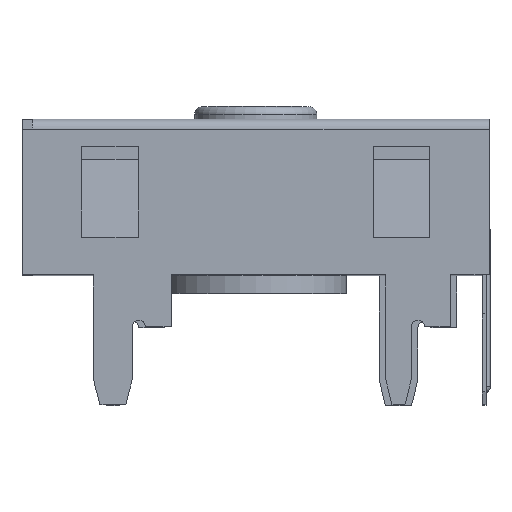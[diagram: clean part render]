
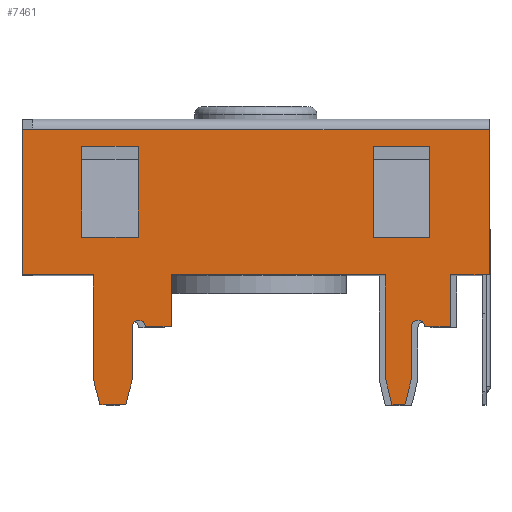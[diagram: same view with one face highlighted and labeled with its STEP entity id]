
A CAD part, top view. The second image highlights one B-rep face of the part: STEP entity #7461.
In plain terms, the highlighted planar face has unit normal (0, 0, 1).
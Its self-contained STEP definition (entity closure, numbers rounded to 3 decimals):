
#107=FACE_BOUND('',#891,.T.);
#108=FACE_BOUND('',#892,.T.);
#148=CIRCLE('',#7990,0.25);
#150=CIRCLE('',#7993,0.25);
#479=FACE_OUTER_BOUND('',#890,.T.);
#890=EDGE_LOOP('',(#6195,#6196,#6197,#6198,#6199,#6200,#6201,#6202,#6203,
#6204,#6205,#6206,#6207,#6208,#6209,#6210,#6211,#6212,#6213,#6214,#6215,
#6216,#6217));
#891=EDGE_LOOP('',(#6218,#6219,#6220,#6221));
#892=EDGE_LOOP('',(#6222,#6223,#6224,#6225));
#1766=LINE('',#11654,#2745);
#1767=LINE('',#11657,#2746);
#1768=LINE('',#11659,#2747);
#1769=LINE('',#11661,#2748);
#1770=LINE('',#11663,#2749);
#1771=LINE('',#11665,#2750);
#1772=LINE('',#11667,#2751);
#1773=LINE('',#11668,#2752);
#1774=LINE('',#11670,#2753);
#1775=LINE('',#11672,#2754);
#1776=LINE('',#11674,#2755);
#1777=LINE('',#11676,#2756);
#1778=LINE('',#11678,#2757);
#1779=LINE('',#11680,#2758);
#1780=LINE('',#11682,#2759);
#1781=LINE('',#11684,#2760);
#1782=LINE('',#11686,#2761);
#1783=LINE('',#11688,#2762);
#1784=LINE('',#11690,#2763);
#1785=LINE('',#11692,#2764);
#1786=LINE('',#11693,#2765);
#1787=LINE('',#11696,#2766);
#1788=LINE('',#11698,#2767);
#1789=LINE('',#11700,#2768);
#1790=LINE('',#11701,#2769);
#1791=LINE('',#11704,#2770);
#1792=LINE('',#11706,#2771);
#1793=LINE('',#11708,#2772);
#1794=LINE('',#11709,#2773);
#2745=VECTOR('',#9490,10.);
#2746=VECTOR('',#9493,10.);
#2747=VECTOR('',#9494,10.);
#2748=VECTOR('',#9495,10.);
#2749=VECTOR('',#9496,10.);
#2750=VECTOR('',#9497,10.);
#2751=VECTOR('',#9498,10.);
#2752=VECTOR('',#9499,10.);
#2753=VECTOR('',#9500,10.);
#2754=VECTOR('',#9501,10.);
#2755=VECTOR('',#9502,10.);
#2756=VECTOR('',#9503,10.);
#2757=VECTOR('',#9504,10.);
#2758=VECTOR('',#9505,10.);
#2759=VECTOR('',#9506,10.);
#2760=VECTOR('',#9507,10.);
#2761=VECTOR('',#9508,10.);
#2762=VECTOR('',#9509,10.);
#2763=VECTOR('',#9510,10.);
#2764=VECTOR('',#9511,10.);
#2765=VECTOR('',#9512,10.);
#2766=VECTOR('',#9513,10.);
#2767=VECTOR('',#9514,10.);
#2768=VECTOR('',#9515,10.);
#2769=VECTOR('',#9516,10.);
#2770=VECTOR('',#9517,10.);
#2771=VECTOR('',#9518,10.);
#2772=VECTOR('',#9519,10.);
#2773=VECTOR('',#9520,10.);
#3513=VERTEX_POINT('',#11632);
#3516=VERTEX_POINT('',#11637);
#3517=VERTEX_POINT('',#11641);
#3520=VERTEX_POINT('',#11646);
#3522=VERTEX_POINT('',#11652);
#3523=VERTEX_POINT('',#11656);
#3524=VERTEX_POINT('',#11658);
#3525=VERTEX_POINT('',#11660);
#3526=VERTEX_POINT('',#11662);
#3527=VERTEX_POINT('',#11664);
#3528=VERTEX_POINT('',#11666);
#3529=VERTEX_POINT('',#11669);
#3530=VERTEX_POINT('',#11671);
#3531=VERTEX_POINT('',#11673);
#3532=VERTEX_POINT('',#11675);
#3533=VERTEX_POINT('',#11677);
#3534=VERTEX_POINT('',#11679);
#3535=VERTEX_POINT('',#11681);
#3536=VERTEX_POINT('',#11683);
#3537=VERTEX_POINT('',#11685);
#3538=VERTEX_POINT('',#11687);
#3539=VERTEX_POINT('',#11689);
#3540=VERTEX_POINT('',#11691);
#3541=VERTEX_POINT('',#11694);
#3542=VERTEX_POINT('',#11695);
#3543=VERTEX_POINT('',#11697);
#3544=VERTEX_POINT('',#11699);
#3545=VERTEX_POINT('',#11702);
#3546=VERTEX_POINT('',#11703);
#3547=VERTEX_POINT('',#11705);
#3548=VERTEX_POINT('',#11707);
#4446=EDGE_CURVE('',#3513,#3516,#148,.T.);
#4450=EDGE_CURVE('',#3517,#3520,#150,.T.);
#4453=EDGE_CURVE('',#3522,#3516,#1766,.T.);
#4454=EDGE_CURVE('',#3523,#3522,#1767,.T.);
#4455=EDGE_CURVE('',#3524,#3523,#1768,.T.);
#4456=EDGE_CURVE('',#3524,#3525,#1769,.T.);
#4457=EDGE_CURVE('',#3526,#3525,#1770,.T.);
#4458=EDGE_CURVE('',#3527,#3526,#1771,.T.);
#4459=EDGE_CURVE('',#3528,#3527,#1772,.T.);
#4460=EDGE_CURVE('',#3517,#3528,#1773,.T.);
#4461=EDGE_CURVE('',#3529,#3520,#1774,.T.);
#4462=EDGE_CURVE('',#3530,#3529,#1775,.T.);
#4463=EDGE_CURVE('',#3531,#3530,#1776,.T.);
#4464=EDGE_CURVE('',#3531,#3532,#1777,.T.);
#4465=EDGE_CURVE('',#3533,#3532,#1778,.T.);
#4466=EDGE_CURVE('',#3533,#3534,#1779,.T.);
#4467=EDGE_CURVE('',#3534,#3535,#1780,.T.);
#4468=EDGE_CURVE('',#3536,#3535,#1781,.T.);
#4469=EDGE_CURVE('',#3536,#3537,#1782,.T.);
#4470=EDGE_CURVE('',#3538,#3537,#1783,.T.);
#4471=EDGE_CURVE('',#3539,#3538,#1784,.T.);
#4472=EDGE_CURVE('',#3540,#3539,#1785,.T.);
#4473=EDGE_CURVE('',#3513,#3540,#1786,.T.);
#4474=EDGE_CURVE('',#3541,#3542,#1787,.T.);
#4475=EDGE_CURVE('',#3542,#3543,#1788,.T.);
#4476=EDGE_CURVE('',#3543,#3544,#1789,.T.);
#4477=EDGE_CURVE('',#3544,#3541,#1790,.T.);
#4478=EDGE_CURVE('',#3545,#3546,#1791,.T.);
#4479=EDGE_CURVE('',#3546,#3547,#1792,.T.);
#4480=EDGE_CURVE('',#3547,#3548,#1793,.T.);
#4481=EDGE_CURVE('',#3548,#3545,#1794,.T.);
#6195=ORIENTED_EDGE('',*,*,#4446,.T.);
#6196=ORIENTED_EDGE('',*,*,#4453,.F.);
#6197=ORIENTED_EDGE('',*,*,#4454,.F.);
#6198=ORIENTED_EDGE('',*,*,#4455,.F.);
#6199=ORIENTED_EDGE('',*,*,#4456,.T.);
#6200=ORIENTED_EDGE('',*,*,#4457,.F.);
#6201=ORIENTED_EDGE('',*,*,#4458,.F.);
#6202=ORIENTED_EDGE('',*,*,#4459,.F.);
#6203=ORIENTED_EDGE('',*,*,#4460,.F.);
#6204=ORIENTED_EDGE('',*,*,#4450,.T.);
#6205=ORIENTED_EDGE('',*,*,#4461,.F.);
#6206=ORIENTED_EDGE('',*,*,#4462,.F.);
#6207=ORIENTED_EDGE('',*,*,#4463,.F.);
#6208=ORIENTED_EDGE('',*,*,#4464,.T.);
#6209=ORIENTED_EDGE('',*,*,#4465,.F.);
#6210=ORIENTED_EDGE('',*,*,#4466,.T.);
#6211=ORIENTED_EDGE('',*,*,#4467,.T.);
#6212=ORIENTED_EDGE('',*,*,#4468,.F.);
#6213=ORIENTED_EDGE('',*,*,#4469,.T.);
#6214=ORIENTED_EDGE('',*,*,#4470,.F.);
#6215=ORIENTED_EDGE('',*,*,#4471,.F.);
#6216=ORIENTED_EDGE('',*,*,#4472,.F.);
#6217=ORIENTED_EDGE('',*,*,#4473,.F.);
#6218=ORIENTED_EDGE('',*,*,#4474,.T.);
#6219=ORIENTED_EDGE('',*,*,#4475,.T.);
#6220=ORIENTED_EDGE('',*,*,#4476,.T.);
#6221=ORIENTED_EDGE('',*,*,#4477,.T.);
#6222=ORIENTED_EDGE('',*,*,#4478,.T.);
#6223=ORIENTED_EDGE('',*,*,#4479,.T.);
#6224=ORIENTED_EDGE('',*,*,#4480,.T.);
#6225=ORIENTED_EDGE('',*,*,#4481,.T.);
#7103=PLANE('',#7995);
#7461=ADVANCED_FACE('',(#479,#107,#108),#7103,.T.);
#7990=AXIS2_PLACEMENT_3D('',#11639,#9476,#9477);
#7993=AXIS2_PLACEMENT_3D('',#11648,#9484,#9485);
#7995=AXIS2_PLACEMENT_3D('',#11655,#9491,#9492);
#9476=DIRECTION('center_axis',(0.,0.,-1.));
#9477=DIRECTION('ref_axis',(1.,0.,0.));
#9484=DIRECTION('center_axis',(0.,0.,-1.));
#9485=DIRECTION('ref_axis',(1.,0.,0.));
#9490=DIRECTION('',(-1.,0.,0.));
#9491=DIRECTION('center_axis',(0.,0.,1.));
#9492=DIRECTION('ref_axis',(1.,0.,0.));
#9493=DIRECTION('',(0.,-1.,0.));
#9494=DIRECTION('',(-1.,0.,0.));
#9495=DIRECTION('',(0.,-1.,0.));
#9496=DIRECTION('',(-0.243,0.97,0.));
#9497=DIRECTION('',(-1.,0.,0.));
#9498=DIRECTION('',(-0.243,-0.97,0.));
#9499=DIRECTION('',(0.,-1.,0.));
#9500=DIRECTION('',(-1.,0.,0.));
#9501=DIRECTION('',(0.,-1.,0.));
#9502=DIRECTION('',(-1.,0.,0.));
#9503=DIRECTION('',(0.,1.,0.));
#9504=DIRECTION('',(1.,0.,0.));
#9505=DIRECTION('',(-1.,0.,0.));
#9506=DIRECTION('',(0.,-1.,0.));
#9507=DIRECTION('',(-1.,0.,0.));
#9508=DIRECTION('',(0.,-1.,0.));
#9509=DIRECTION('',(-0.243,0.97,0.));
#9510=DIRECTION('',(-1.,0.,0.));
#9511=DIRECTION('',(-0.243,-0.97,0.));
#9512=DIRECTION('',(0.,-1.,0.));
#9513=DIRECTION('',(0.,-1.,0.));
#9514=DIRECTION('',(-1.,0.,0.));
#9515=DIRECTION('',(0.,1.,0.));
#9516=DIRECTION('',(1.,0.,0.));
#9517=DIRECTION('',(0.,-1.,0.));
#9518=DIRECTION('',(-1.,0.,0.));
#9519=DIRECTION('',(0.,1.,0.));
#9520=DIRECTION('',(1.,0.,0.));
#11632=CARTESIAN_POINT('',(-4.75,-7.6,9.));
#11637=CARTESIAN_POINT('',(-4.25,-7.6,9.));
#11639=CARTESIAN_POINT('Origin',(-4.5,-7.6,9.));
#11641=CARTESIAN_POINT('',(6.,-7.6,9.));
#11646=CARTESIAN_POINT('',(6.5,-7.6,9.));
#11648=CARTESIAN_POINT('Origin',(6.25,-7.6,9.));
#11652=CARTESIAN_POINT('',(-3.25,-7.6,9.));
#11654=CARTESIAN_POINT('',(-6.25,-7.6,9.));
#11655=CARTESIAN_POINT('Origin',(-9.,0.,9.));
#11656=CARTESIAN_POINT('',(-3.25,-5.6,9.));
#11657=CARTESIAN_POINT('',(-3.25,-5.6,9.));
#11658=CARTESIAN_POINT('',(5.,-5.6,9.));
#11659=CARTESIAN_POINT('',(9.,-5.6,9.));
#11660=CARTESIAN_POINT('',(5.,-9.6,9.));
#11661=CARTESIAN_POINT('',(5.,-5.6,9.));
#11662=CARTESIAN_POINT('',(5.25,-10.6,9.));
#11663=CARTESIAN_POINT('',(3.521,-3.685,9.));
#11664=CARTESIAN_POINT('',(5.75,-10.6,9.));
#11665=CARTESIAN_POINT('',(5.,-10.6,9.));
#11666=CARTESIAN_POINT('',(6.,-9.6,9.));
#11667=CARTESIAN_POINT('',(6.626,-7.097,9.));
#11668=CARTESIAN_POINT('',(6.,-7.6,9.));
#11669=CARTESIAN_POINT('',(7.5,-7.6,9.));
#11670=CARTESIAN_POINT('',(7.5,-7.6,9.));
#11671=CARTESIAN_POINT('',(7.5,-5.6,9.));
#11672=CARTESIAN_POINT('',(7.5,-5.6,9.));
#11673=CARTESIAN_POINT('',(9.,-5.6,9.));
#11674=CARTESIAN_POINT('',(9.,-5.6,9.));
#11675=CARTESIAN_POINT('',(9.,0.,9.));
#11676=CARTESIAN_POINT('',(9.,0.,9.));
#11677=CARTESIAN_POINT('',(-8.6,0.,9.));
#11678=CARTESIAN_POINT('',(-4.5,0.,9.));
#11679=CARTESIAN_POINT('',(-9.,0.,9.));
#11680=CARTESIAN_POINT('',(9.,0.,9.));
#11681=CARTESIAN_POINT('',(-9.,-5.6,9.));
#11682=CARTESIAN_POINT('',(-9.,0.,9.));
#11683=CARTESIAN_POINT('',(-6.25,-5.6,9.));
#11684=CARTESIAN_POINT('',(9.,-5.6,9.));
#11685=CARTESIAN_POINT('',(-6.25,-9.6,9.));
#11686=CARTESIAN_POINT('',(-6.25,-5.6,9.));
#11687=CARTESIAN_POINT('',(-6.,-10.6,9.));
#11688=CARTESIAN_POINT('',(-7.398,-5.009,9.));
#11689=CARTESIAN_POINT('',(-5.,-10.6,9.));
#11690=CARTESIAN_POINT('',(-4.75,-10.6,9.));
#11691=CARTESIAN_POINT('',(-4.75,-9.6,9.));
#11692=CARTESIAN_POINT('',(-3.808,-5.832,9.));
#11693=CARTESIAN_POINT('',(-4.75,-7.6,9.));
#11694=CARTESIAN_POINT('',(6.7,-0.65,9.));
#11695=CARTESIAN_POINT('',(6.7,-4.15,9.));
#11696=CARTESIAN_POINT('',(6.7,-2.075,9.));
#11697=CARTESIAN_POINT('',(4.525,-4.15,9.));
#11698=CARTESIAN_POINT('',(-2.238,-4.15,9.));
#11699=CARTESIAN_POINT('',(4.525,-0.65,9.));
#11700=CARTESIAN_POINT('',(4.525,-0.325,9.));
#11701=CARTESIAN_POINT('',(-1.15,-0.65,9.));
#11702=CARTESIAN_POINT('',(-4.525,-0.65,9.));
#11703=CARTESIAN_POINT('',(-4.525,-4.15,9.));
#11704=CARTESIAN_POINT('',(-4.525,-2.075,9.));
#11705=CARTESIAN_POINT('',(-6.7,-4.15,9.));
#11706=CARTESIAN_POINT('',(-7.85,-4.15,9.));
#11707=CARTESIAN_POINT('',(-6.7,-0.65,9.));
#11708=CARTESIAN_POINT('',(-6.7,-0.325,9.));
#11709=CARTESIAN_POINT('',(-6.763,-0.65,9.));
